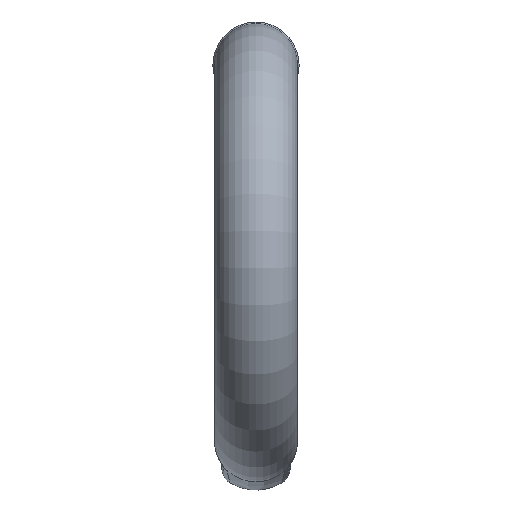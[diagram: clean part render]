
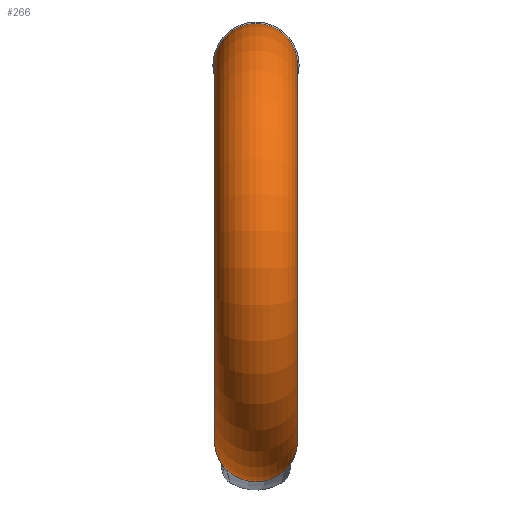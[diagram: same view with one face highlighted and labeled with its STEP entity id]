
A CAD part, top view. The second image highlights one B-rep face of the part: STEP entity #266.
In plain terms, the highlighted toroidal (fillet/blend) face has major radius 38.5 mm and minor radius 8.5 mm.
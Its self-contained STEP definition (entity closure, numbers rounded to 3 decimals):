
#221=TOROIDAL_SURFACE('',#2437,38.5,8.5);
#231=CIRCLE('',#2426,8.5);
#233=CIRCLE('',#2430,8.5);
#266=ADVANCED_FACE('',(#694,#695),#221,.T.);
#694=FACE_BOUND('',#736,.T.);
#695=FACE_BOUND('',#737,.T.);
#736=EDGE_LOOP('',(#996));
#737=EDGE_LOOP('',(#997));
#996=ORIENTED_EDGE('',*,*,#1876,.T.);
#997=ORIENTED_EDGE('',*,*,#1874,.F.);
#1652=VERTEX_POINT('',#4013);
#1654=VERTEX_POINT('',#4019);
#1874=EDGE_CURVE('',#1652,#1652,#231,.T.);
#1876=EDGE_CURVE('',#1654,#1654,#233,.T.);
#2426=AXIS2_PLACEMENT_3D('',#4012,#2590,#2591);
#2430=AXIS2_PLACEMENT_3D('',#4018,#2598,#2599);
#2437=AXIS2_PLACEMENT_3D('',#4029,#2612,#2613);
#2590=DIRECTION('',(0.,0.,-1.));
#2591=DIRECTION('',(0.,1.,0.));
#2598=DIRECTION('',(0.,0.,1.));
#2599=DIRECTION('',(0.,1.,0.));
#2612=DIRECTION('',(1.,0.,0.));
#2613=DIRECTION('',(0.,0.,-1.));
#4012=CARTESIAN_POINT('',(0.,-38.5,25.));
#4013=CARTESIAN_POINT('',(0.,-30.,25.));
#4018=CARTESIAN_POINT('',(0.,38.5,25.));
#4019=CARTESIAN_POINT('',(0.,47.,25.));
#4029=CARTESIAN_POINT('',(0.,0.,25.));
